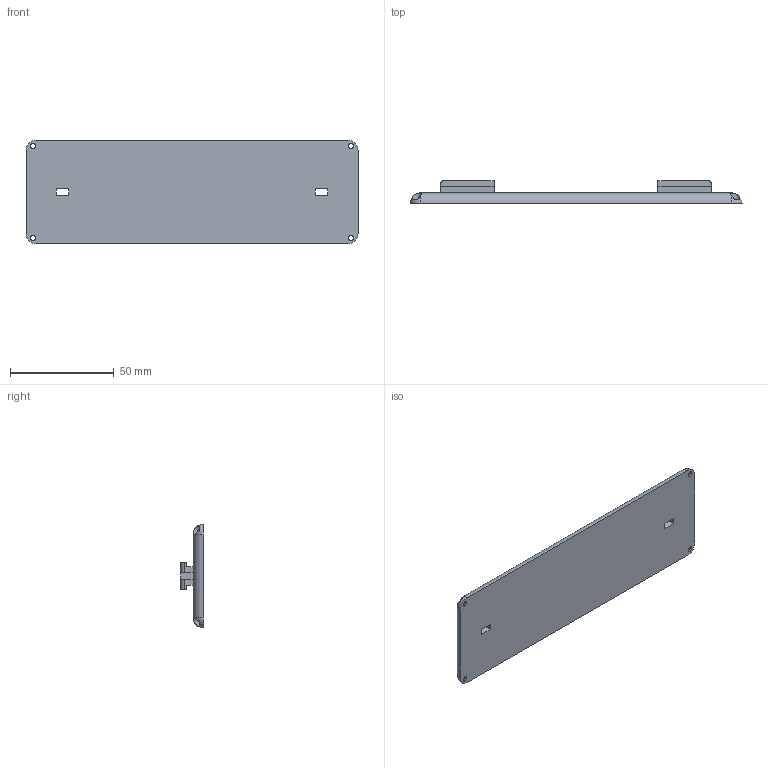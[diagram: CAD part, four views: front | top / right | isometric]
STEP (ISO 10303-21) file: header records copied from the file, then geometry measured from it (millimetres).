
FILE_DESCRIPTION (( 'STEP AP214' ), '1' );
FILE_NAME ('Body3.STEP', '2024-02-03T20:57:41', ( '' ), ( '' ), 'SwSTEP 2.0', 'SolidWorks 2023', '' );
FILE_SCHEMA (( 'AUTOMOTIVE_DESIGN' ));
Length unit declared in the file: millimetre
Products named in the file (1): Body3
Bounding box: 160 x 11 x 50 mm (x, y, z)
Volume: 40576.8 mm3; surface area: 18722.4 mm2
Topology: 1 solids, 1 shells, 68 faces, 196 edges, 122 vertices
Faces by surface type: plane 30, cylinder 22, cone 8, sphere 8
Entity records: 2405 total; most frequent: CARTESIAN_POINT 617, ORIENTED_EDGE 384, DIRECTION 352, EDGE_CURVE 192, VERTEX_POINT 122, AXIS2_PLACEMENT_3D 121, VECTOR 110, LINE 110
